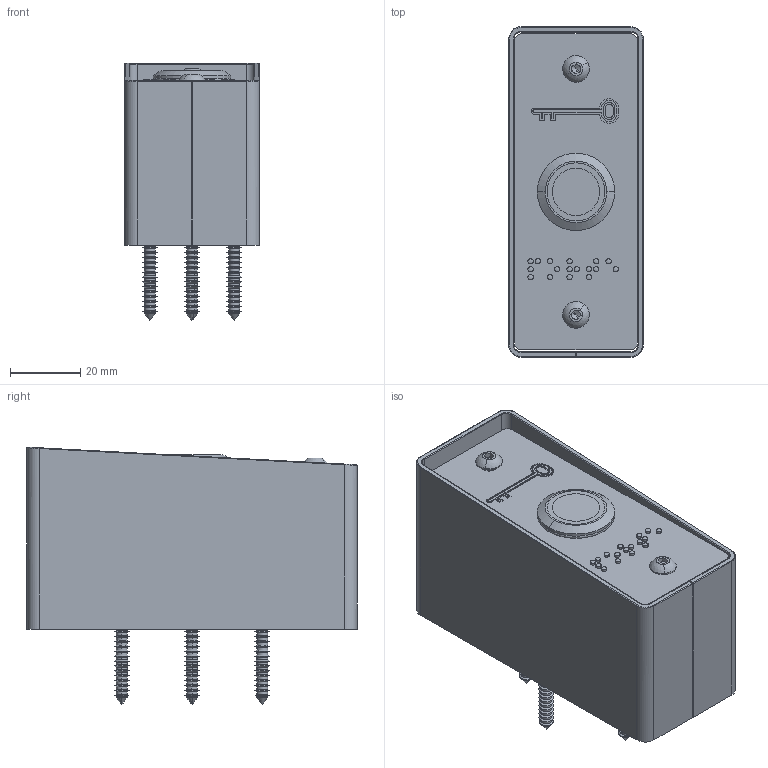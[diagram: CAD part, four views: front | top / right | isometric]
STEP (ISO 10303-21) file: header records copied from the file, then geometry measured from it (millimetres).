
FILE_DESCRIPTION (( 'STEP AP214' ), '1' );
FILE_NAME ('PB19IRBAP_STPALL.STEP', '2023-06-08T08:05:37', ( '' ), ( '' ), 'SwSTEP 2.0', 'SolidWorks 2020', '' );
FILE_SCHEMA (( 'AUTOMOTIVE_DESIGN' ));
Length unit declared in the file: millimetre
Products named in the file (20): PB19IRBAP_STPALL; MP0420-PHBI1 BOX ASSEMBLY; PA0112-CARTON BOX^BP-BOITIER MODIF VIS BOUTON; PRT_FP0319-NUT M19; LB0096-LABEL^BP-BOITIER MODIF VIS BOUTON; BP-BOITIER CASQUETTE MODIF; RESINE^ASM_AS0355-PB19IR; PA0077-ZIP PLASTIC BAG FOR SCREWS; BP-FACADE MODIF_MP0504-MARQUAGE BRAILLE PORTE + CLE- PBP19_4; PRT_510210500; ASM_AS0355-PB19IR_SANS FILS; SB0057-SCREW BAG FOR PBHI1; BP-BOITIER MODIF VIS BOUTON_BOM PBHI1; BP-FOND BOITIER MODIF; ISO 7380 - M4 x 8 --- 8S_ISO 7380 - M4 x 8 --- 8S; PRT_PP0489-RUBBER RING_COMPRESSE; PRT_MP1305-PB19IR; PRT_TC33_SUBST1; Tapping screw DIN 7982-ST4.2x25-C-H-S_Tapping screw DIN 7982-ST4.2x25-C-H-S; PRT_530470560
Assembly tree (21 placements, depth 4):
  PB19IRBAP_STPALL
    BP-FACADE MODIF_MP0504-MARQUAGE BRAILLE PORTE + CLE- PBP19_4
    ASM_AS0355-PB19IR_SANS FILS
      PRT_MP1305-PB19IR
      PRT_FP0319-NUT M19
      PRT_PP0489-RUBBER RING_COMPRESSE
      PRT_530470560
      PRT_510210500
      PRT_TC33_SUBST1  x2
      RESINE^ASM_AS0355-PB19IR
    BP-BOITIER MODIF VIS BOUTON_BOM PBHI1
      MP0420-PHBI1 BOX ASSEMBLY
        BP-FOND BOITIER MODIF
        BP-BOITIER CASQUETTE MODIF
      SB0057-SCREW BAG FOR PBHI1
        ISO 7380 - M4 x 8 --- 8S_ISO 7380 - M4 x 8 --- 8S  x2
        Tapping screw DIN 7982-ST4.2x25-C-H-S_Tapping screw DIN 7982-ST4.2x25-C-H-S  x4
  PA0112-CARTON BOX^BP-BOITIER MODIF VIS BOUTON
  LB0096-LABEL^BP-BOITIER MODIF VIS BOUTON
  PA0077-ZIP PLASTIC BAG FOR SCREWS
Bounding box: 38.3 x 94 x 73.34 mm (x, y, z)
Volume: 42508 mm3; surface area: 53372.3 mm2
Topology: 21 solids, 21 shells, 1781 faces, 4493 edges, 2779 vertices
Faces by surface type: plane 795, cylinder 375, cone 354, bspline 183, torus 70, sphere 4
Entity records: 46580 total; most frequent: CARTESIAN_POINT 18377, ORIENTED_EDGE 6008, DIRECTION 5160, EDGE_CURVE 3004, LINE 2014, VECTOR 2014, VERTEX_POINT 1907, AXIS2_PLACEMENT_3D 1573
